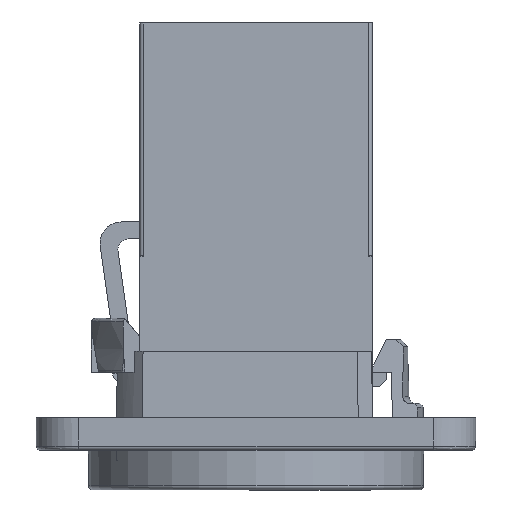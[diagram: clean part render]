
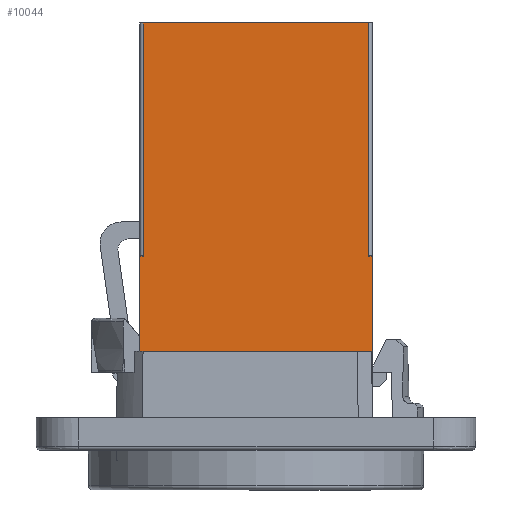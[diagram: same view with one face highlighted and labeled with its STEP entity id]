
A CAD part, left-side view. The second image highlights one B-rep face of the part: STEP entity #10044.
In plain terms, the highlighted planar face has unit normal (-1, 0, 0).
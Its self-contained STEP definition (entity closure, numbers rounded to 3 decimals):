
#214=(
BOUNDED_CURVE()
B_SPLINE_CURVE(2,(#14200,#14201,#14202),.UNSPECIFIED.,.F.,.F.)
B_SPLINE_CURVE_WITH_KNOTS((3,3),(0.47,0.941),
 .UNSPECIFIED.)
CURVE()
GEOMETRIC_REPRESENTATION_ITEM()
RATIONAL_B_SPLINE_CURVE((0.897,0.897,1.))
REPRESENTATION_ITEM('')
);
#1069=FACE_OUTER_BOUND('',#1581,.T.);
#1581=EDGE_LOOP('',(#7468,#7469,#7470,#7471,#7472,#7473,#7474,#7475,#7476,
#7477));
#2109=LINE('',#13628,#3269);
#2113=LINE('',#13642,#3273);
#2146=LINE('',#13711,#3306);
#2369=LINE('',#14176,#3529);
#2372=LINE('',#14181,#3532);
#2377=LINE('',#14194,#3537);
#2378=LINE('',#14195,#3538);
#2379=LINE('',#14197,#3539);
#2380=LINE('',#14199,#3540);
#3269=VECTOR('',#11266,16.5);
#3273=VECTOR('',#11278,15.9);
#3306=VECTOR('',#11323,16.5);
#3529=VECTOR('',#11742,0.25);
#3532=VECTOR('',#11747,0.25);
#3537=VECTOR('',#11756,16.2);
#3538=VECTOR('',#11757,11.4);
#3539=VECTOR('',#11758,6.7);
#3540=VECTOR('',#11759,0.038);
#4406=VERTEX_POINT('',#13622);
#4408=VERTEX_POINT('',#13626);
#4414=VERTEX_POINT('',#13640);
#4444=VERTEX_POINT('',#13709);
#4588=VERTEX_POINT('',#14175);
#4589=VERTEX_POINT('',#14179);
#4594=VERTEX_POINT('',#14192);
#4595=VERTEX_POINT('',#14193);
#4596=VERTEX_POINT('',#14196);
#4597=VERTEX_POINT('',#14198);
#5390=EDGE_CURVE('',#4408,#4406,#2109,.T.);
#5397=EDGE_CURVE('',#4414,#4408,#2113,.T.);
#5433=EDGE_CURVE('',#4444,#4414,#2146,.T.);
#5665=EDGE_CURVE('',#4588,#4406,#2369,.T.);
#5668=EDGE_CURVE('',#4444,#4589,#2372,.T.);
#5673=EDGE_CURVE('',#4594,#4595,#2377,.T.);
#5674=EDGE_CURVE('',#4595,#4588,#2378,.T.);
#5675=EDGE_CURVE('',#4596,#4589,#2379,.T.);
#5676=EDGE_CURVE('',#4597,#4596,#2380,.T.);
#5677=EDGE_CURVE('',#4594,#4597,#214,.T.);
#7468=ORIENTED_EDGE('',*,*,#5673,.T.);
#7469=ORIENTED_EDGE('',*,*,#5674,.T.);
#7470=ORIENTED_EDGE('',*,*,#5665,.T.);
#7471=ORIENTED_EDGE('',*,*,#5390,.F.);
#7472=ORIENTED_EDGE('',*,*,#5397,.F.);
#7473=ORIENTED_EDGE('',*,*,#5433,.F.);
#7474=ORIENTED_EDGE('',*,*,#5668,.T.);
#7475=ORIENTED_EDGE('',*,*,#5675,.F.);
#7476=ORIENTED_EDGE('',*,*,#5676,.F.);
#7477=ORIENTED_EDGE('',*,*,#5677,.F.);
#9651=PLANE('',#10597);
#10044=ADVANCED_FACE('',(#1069),#9651,.T.);
#10597=AXIS2_PLACEMENT_3D('',#14191,#11754,#11755);
#11266=DIRECTION('',(0.,0.,-1.));
#11278=DIRECTION('',(0.,-1.,0.));
#11323=DIRECTION('',(0.,0.,1.));
#11742=DIRECTION('',(0.,1.,0.));
#11747=DIRECTION('',(0.,1.,0.));
#11754=DIRECTION('center_axis',(-1.,0.,0.));
#11755=DIRECTION('ref_axis',(0.,-1.,0.));
#11756=DIRECTION('',(0.,-1.,0.));
#11757=DIRECTION('',(0.,0.,1.));
#11758=DIRECTION('',(0.,0.,1.));
#11759=DIRECTION('',(0.,1.,0.));
#13622=CARTESIAN_POINT('',(-17.307,-4.722,-7.626));
#13626=CARTESIAN_POINT('',(-17.307,-4.722,8.874));
#13628=CARTESIAN_POINT('',(-17.307,-4.722,8.874));
#13640=CARTESIAN_POINT('',(-17.307,11.178,8.874));
#13642=CARTESIAN_POINT('',(-17.307,2.938,8.874));
#13709=CARTESIAN_POINT('',(-17.307,11.178,-7.626));
#13711=CARTESIAN_POINT('',(-17.307,11.178,8.874));
#14175=CARTESIAN_POINT('',(-17.307,-4.972,-7.626));
#14176=CARTESIAN_POINT('',(-17.307,13.328,-7.626));
#14179=CARTESIAN_POINT('',(-17.307,11.428,-7.626));
#14181=CARTESIAN_POINT('',(-17.307,13.328,-7.626));
#14191=CARTESIAN_POINT('Origin',(-17.307,11.428,-24.126));
#14192=CARTESIAN_POINT('',(-17.307,11.228,-19.026));
#14193=CARTESIAN_POINT('',(-17.307,-4.972,-19.026));
#14194=CARTESIAN_POINT('',(-17.307,-0.872,-19.026));
#14195=CARTESIAN_POINT('',(-17.307,-4.972,-9.521));
#14196=CARTESIAN_POINT('',(-17.307,11.428,-14.326));
#14197=CARTESIAN_POINT('',(-17.307,11.428,-19.941));
#14198=CARTESIAN_POINT('',(-17.307,11.39,-14.326));
#14199=CARTESIAN_POINT('',(-17.307,7.941,-14.326));
#14200=CARTESIAN_POINT('Ctrl Pts',(-17.307,11.228,-19.026));
#14201=CARTESIAN_POINT('Ctrl Pts',(-17.307,11.296,-19.026));
#14202=CARTESIAN_POINT('Ctrl Pts',(-17.307,11.39,-14.326));
